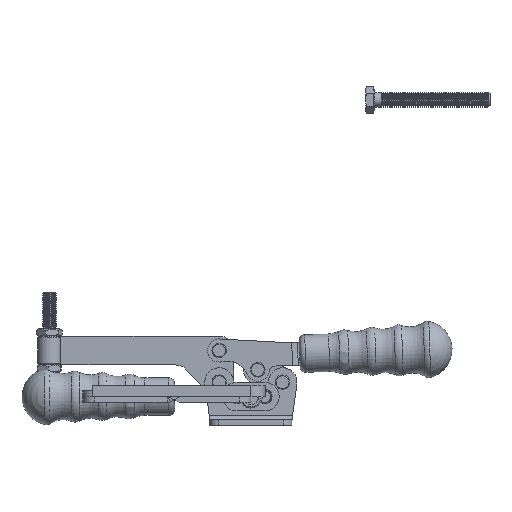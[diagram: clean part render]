
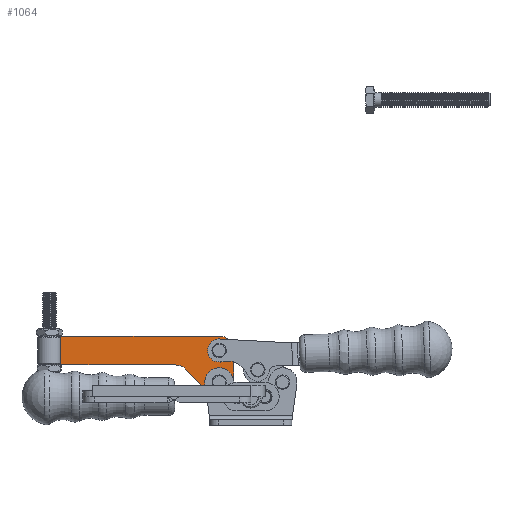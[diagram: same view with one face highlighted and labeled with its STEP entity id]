
A CAD part, top view. The second image highlights one B-rep face of the part: STEP entity #1064.
In plain terms, the highlighted face is planar.
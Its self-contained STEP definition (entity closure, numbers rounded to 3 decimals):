
#1064 = ADVANCED_FACE( '', ( #2514, #2515, #2516 ), #2517, .T. );
#2514 = FACE_BOUND( '', #4340, .T. );
#2515 = FACE_BOUND( '', #4341, .T. );
#2516 = FACE_OUTER_BOUND( '', #4342, .T. );
#2517 = PLANE( '', #4343 );
#4340 = EDGE_LOOP( '', ( #6928 ) );
#4341 = EDGE_LOOP( '', ( #6929 ) );
#4342 = EDGE_LOOP( '', ( #6930, #6931, #6932, #6933, #6934, #6935, #6936, #6937 ) );
#4343 = AXIS2_PLACEMENT_3D( '', #6938, #6939, #6940 );
#6928 = ORIENTED_EDGE( '', *, *, #9181, .F. );
#6929 = ORIENTED_EDGE( '', *, *, #9242, .F. );
#6930 = ORIENTED_EDGE( '', *, *, #9243, .T. );
#6931 = ORIENTED_EDGE( '', *, *, #9244, .T. );
#6932 = ORIENTED_EDGE( '', *, *, #8937, .T. );
#6933 = ORIENTED_EDGE( '', *, *, #9245, .T. );
#6934 = ORIENTED_EDGE( '', *, *, #9246, .T. );
#6935 = ORIENTED_EDGE( '', *, *, #8961, .T. );
#6936 = ORIENTED_EDGE( '', *, *, #9247, .T. );
#6937 = ORIENTED_EDGE( '', *, *, #9024, .T. );
#6938 = CARTESIAN_POINT( '', ( 0., 0., 0. ) );
#6939 = DIRECTION( '', ( 0., -1., 0. ) );
#6940 = DIRECTION( '', ( 0., 0., -1. ) );
#8937 = EDGE_CURVE( '', #10400, #10401, #10402, .T. );
#8961 = EDGE_CURVE( '', #10435, #10436, #10437, .T. );
#9024 = EDGE_CURVE( '', #10535, #10536, #10537, .T. );
#9181 = EDGE_CURVE( '', #10774, #10774, #10775, .T. );
#9242 = EDGE_CURVE( '', #10864, #10864, #10865, .T. );
#9243 = EDGE_CURVE( '', #10536, #10866, #10867, .T. );
#9244 = EDGE_CURVE( '', #10866, #10400, #10868, .T. );
#9245 = EDGE_CURVE( '', #10401, #10869, #10870, .T. );
#9246 = EDGE_CURVE( '', #10869, #10435, #10871, .T. );
#9247 = EDGE_CURVE( '', #10436, #10535, #10872, .T. );
#10400 = VERTEX_POINT( '', #12425 );
#10401 = VERTEX_POINT( '', #12426 );
#10402 = CIRCLE( '', #12427, 10. );
#10435 = VERTEX_POINT( '', #12470 );
#10436 = VERTEX_POINT( '', #12471 );
#10437 = LINE( '', #12472, #12473 );
#10535 = VERTEX_POINT( '', #12606 );
#10536 = VERTEX_POINT( '', #12607 );
#10537 = LINE( '', #12608, #12609 );
#10774 = VERTEX_POINT( '', #12880 );
#10775 = CIRCLE( '', #12881, 4.025 );
#10864 = VERTEX_POINT( '', #12976 );
#10865 = CIRCLE( '', #12977, 4.025 );
#10866 = VERTEX_POINT( '', #12978 );
#10867 = CIRCLE( '', #12979, 10. );
#10868 = LINE( '', #12980, #12981 );
#10869 = VERTEX_POINT( '', #12982 );
#10870 = LINE( '', #12983, #12984 );
#10871 = LINE( '', #12985, #12986 );
#10872 = CIRCLE( '', #12987, 10. );
#12425 = CARTESIAN_POINT( '', ( 10., 0., 22. ) );
#12426 = CARTESIAN_POINT( '', ( 0., 0., 32. ) );
#12427 = AXIS2_PLACEMENT_3D( '', #14398, #14399, #14400 );
#12470 = CARTESIAN_POINT( '', ( -110., 0., 12. ) );
#12471 = CARTESIAN_POINT( '', ( -30.284, 0., 12. ) );
#12472 = CARTESIAN_POINT( '', ( -110., 0., 12. ) );
#12473 = VECTOR( '', #14428, 1000. );
#12606 = CARTESIAN_POINT( '', ( -23.213, 0., 9.071 ) );
#12607 = CARTESIAN_POINT( '', ( -7.071, 0., -7.071 ) );
#12608 = CARTESIAN_POINT( '', ( -7.071, 0., -7.071 ) );
#12609 = VECTOR( '', #14527, 1000. );
#12880 = CARTESIAN_POINT( '', ( 4.025, 0., 0. ) );
#12881 = AXIS2_PLACEMENT_3D( '', #14757, #14758, #14759 );
#12976 = CARTESIAN_POINT( '', ( 4.025, 0., 22. ) );
#12977 = AXIS2_PLACEMENT_3D( '', #14847, #14848, #14849 );
#12978 = CARTESIAN_POINT( '', ( 10., 0., 0. ) );
#12979 = AXIS2_PLACEMENT_3D( '', #14850, #14851, #14852 );
#12980 = CARTESIAN_POINT( '', ( 10., 0., 0. ) );
#12981 = VECTOR( '', #14853, 1000. );
#12982 = CARTESIAN_POINT( '', ( -110., 0., 32. ) );
#12983 = CARTESIAN_POINT( '', ( 0., 0., 32. ) );
#12984 = VECTOR( '', #14854, 1000. );
#12985 = CARTESIAN_POINT( '', ( -110., 0., 32. ) );
#12986 = VECTOR( '', #14855, 1000. );
#12987 = AXIS2_PLACEMENT_3D( '', #14856, #14857, #14858 );
#14398 = CARTESIAN_POINT( '', ( 0., 0., 22. ) );
#14399 = DIRECTION( '', ( 0., -1., 0. ) );
#14400 = DIRECTION( '', ( -1., 0., 0. ) );
#14428 = DIRECTION( '', ( 1., 0., 0. ) );
#14527 = DIRECTION( '', ( 0.707, 0., -0.707 ) );
#14757 = CARTESIAN_POINT( '', ( 0., 0., 0. ) );
#14758 = DIRECTION( '', ( 0., -1., 0. ) );
#14759 = DIRECTION( '', ( 1., 0., 0. ) );
#14847 = CARTESIAN_POINT( '', ( 0., 0., 22. ) );
#14848 = DIRECTION( '', ( 0., -1., 0. ) );
#14849 = DIRECTION( '', ( 1., 0., 0. ) );
#14850 = CARTESIAN_POINT( '', ( 0., 0., 0. ) );
#14851 = DIRECTION( '', ( 0., -1., 0. ) );
#14852 = DIRECTION( '', ( -1., 0., 0. ) );
#14853 = DIRECTION( '', ( 0., 0., 1. ) );
#14854 = DIRECTION( '', ( -1., 0., 0. ) );
#14855 = DIRECTION( '', ( 0., 0., -1. ) );
#14856 = CARTESIAN_POINT( '', ( -30.284, 0., 2. ) );
#14857 = DIRECTION( '', ( 0., 1., 0. ) );
#14858 = DIRECTION( '', ( 1., 0., 0. ) );
